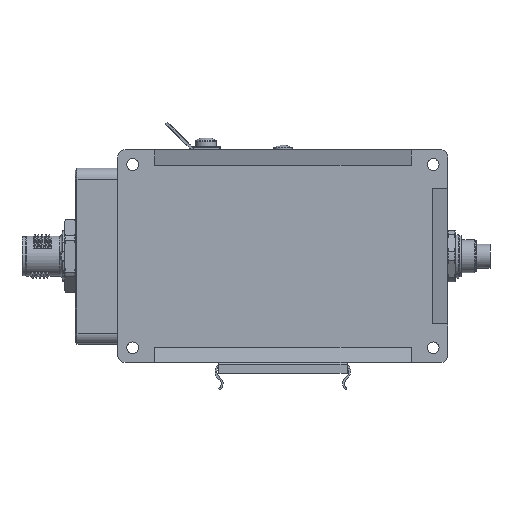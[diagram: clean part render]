
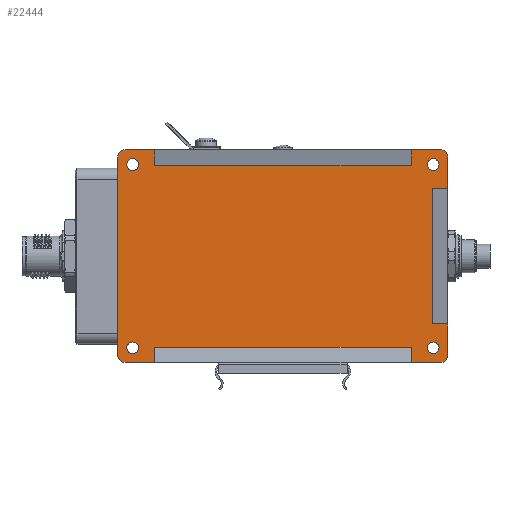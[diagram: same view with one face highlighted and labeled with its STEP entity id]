
A CAD part, front view. The second image highlights one B-rep face of the part: STEP entity #22444.
In plain terms, the highlighted planar face has unit normal (0, -1, 0).
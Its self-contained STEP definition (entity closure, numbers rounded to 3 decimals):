
#531=FACE_BOUND('',#3780,.T.);
#532=FACE_BOUND('',#3781,.T.);
#533=FACE_BOUND('',#3782,.T.);
#534=FACE_BOUND('',#3783,.T.);
#1203=CIRCLE('',#24020,1.6);
#1205=CIRCLE('',#24023,1.6);
#1207=CIRCLE('',#24026,1.6);
#1209=CIRCLE('',#24029,1.6);
#1212=CIRCLE('',#24033,2.);
#1219=CIRCLE('',#24042,2.);
#1221=CIRCLE('',#24045,2.);
#1223=CIRCLE('',#24048,2.);
#2485=FACE_OUTER_BOUND('',#3779,.T.);
#3779=EDGE_LOOP('',(#15660,#15661,#15662,#15663,#15664,#15665,#15666,#15667,
#15668,#15669,#15670,#15671,#15672,#15673,#15674,#15675,#15676,#15677,#15678,
#15679,#15680,#15681,#15682,#15683));
#3780=EDGE_LOOP('',(#15684));
#3781=EDGE_LOOP('',(#15685));
#3782=EDGE_LOOP('',(#15686));
#3783=EDGE_LOOP('',(#15687));
#5224=LINE('',#33054,#7227);
#5312=LINE('',#34458,#7315);
#5330=LINE('',#34539,#7333);
#5332=LINE('',#34543,#7335);
#5333=LINE('',#34545,#7336);
#5339=LINE('',#34559,#7342);
#5341=LINE('',#34562,#7344);
#5342=LINE('',#34564,#7345);
#5343=LINE('',#34567,#7346);
#5344=LINE('',#34569,#7347);
#5345=LINE('',#34570,#7348);
#5346=LINE('',#34571,#7349);
#5347=LINE('',#34572,#7350);
#5348=LINE('',#34574,#7351);
#5349=LINE('',#34576,#7352);
#5350=LINE('',#34577,#7353);
#5351=LINE('',#34579,#7354);
#5352=LINE('',#34581,#7355);
#5353=LINE('',#34582,#7356);
#5354=LINE('',#34583,#7357);
#7227=VECTOR('',#26477,10.);
#7315=VECTOR('',#26717,10.);
#7333=VECTOR('',#26799,10.);
#7335=VECTOR('',#26803,10.);
#7336=VECTOR('',#26806,10.);
#7342=VECTOR('',#26816,10.);
#7344=VECTOR('',#26820,10.);
#7345=VECTOR('',#26823,10.);
#7346=VECTOR('',#26826,10.);
#7347=VECTOR('',#26827,10.);
#7348=VECTOR('',#26828,10.);
#7349=VECTOR('',#26829,10.);
#7350=VECTOR('',#26830,10.);
#7351=VECTOR('',#26831,10.);
#7352=VECTOR('',#26832,10.);
#7353=VECTOR('',#26833,10.);
#7354=VECTOR('',#26834,10.);
#7355=VECTOR('',#26835,10.);
#7356=VECTOR('',#26836,10.);
#7357=VECTOR('',#26837,10.);
#9249=VERTEX_POINT('',#33051);
#9250=VERTEX_POINT('',#33053);
#9410=VERTEX_POINT('',#34455);
#9411=VERTEX_POINT('',#34457);
#9413=VERTEX_POINT('',#34463);
#9415=VERTEX_POINT('',#34469);
#9417=VERTEX_POINT('',#34475);
#9419=VERTEX_POINT('',#34481);
#9422=VERTEX_POINT('',#34489);
#9430=VERTEX_POINT('',#34507);
#9431=VERTEX_POINT('',#34509);
#9433=VERTEX_POINT('',#34515);
#9436=VERTEX_POINT('',#34522);
#9437=VERTEX_POINT('',#34524);
#9440=VERTEX_POINT('',#34531);
#9441=VERTEX_POINT('',#34533);
#9442=VERTEX_POINT('',#34537);
#9443=VERTEX_POINT('',#34541);
#9444=VERTEX_POINT('',#34547);
#9447=VERTEX_POINT('',#34552);
#9448=VERTEX_POINT('',#34556);
#9449=VERTEX_POINT('',#34558);
#9450=VERTEX_POINT('',#34566);
#9451=VERTEX_POINT('',#34568);
#9452=VERTEX_POINT('',#34573);
#9453=VERTEX_POINT('',#34575);
#9454=VERTEX_POINT('',#34578);
#9455=VERTEX_POINT('',#34580);
#11568=EDGE_CURVE('',#9249,#9250,#5224,.T.);
#11779=EDGE_CURVE('',#9410,#9411,#5312,.T.);
#11782=EDGE_CURVE('',#9413,#9413,#1203,.T.);
#11785=EDGE_CURVE('',#9415,#9415,#1205,.T.);
#11788=EDGE_CURVE('',#9417,#9417,#1207,.T.);
#11791=EDGE_CURVE('',#9419,#9419,#1209,.T.);
#11796=EDGE_CURVE('',#9422,#9249,#1212,.T.);
#11804=EDGE_CURVE('',#9430,#9431,#1219,.T.);
#11807=EDGE_CURVE('',#9411,#9433,#1221,.T.);
#11811=EDGE_CURVE('',#9436,#9437,#1223,.T.);
#11818=EDGE_CURVE('',#9440,#9442,#5330,.T.);
#11820=EDGE_CURVE('',#9442,#9443,#5332,.T.);
#11821=EDGE_CURVE('',#9443,#9441,#5333,.T.);
#11827=EDGE_CURVE('',#9449,#9448,#5339,.T.);
#11829=EDGE_CURVE('',#9448,#9444,#5341,.T.);
#11830=EDGE_CURVE('',#9447,#9449,#5342,.T.);
#11831=EDGE_CURVE('',#9410,#9450,#5343,.T.);
#11832=EDGE_CURVE('',#9450,#9451,#5344,.T.);
#11833=EDGE_CURVE('',#9451,#9250,#5345,.T.);
#11834=EDGE_CURVE('',#9440,#9422,#5346,.T.);
#11835=EDGE_CURVE('',#9431,#9441,#5347,.T.);
#11836=EDGE_CURVE('',#9430,#9452,#5348,.T.);
#11837=EDGE_CURVE('',#9453,#9452,#5349,.T.);
#11838=EDGE_CURVE('',#9447,#9453,#5350,.T.);
#11839=EDGE_CURVE('',#9444,#9454,#5351,.T.);
#11840=EDGE_CURVE('',#9455,#9454,#5352,.T.);
#11841=EDGE_CURVE('',#9437,#9455,#5353,.T.);
#11842=EDGE_CURVE('',#9433,#9436,#5354,.T.);
#15660=ORIENTED_EDGE('',*,*,#11831,.T.);
#15661=ORIENTED_EDGE('',*,*,#11832,.T.);
#15662=ORIENTED_EDGE('',*,*,#11833,.T.);
#15663=ORIENTED_EDGE('',*,*,#11568,.F.);
#15664=ORIENTED_EDGE('',*,*,#11796,.F.);
#15665=ORIENTED_EDGE('',*,*,#11834,.F.);
#15666=ORIENTED_EDGE('',*,*,#11818,.T.);
#15667=ORIENTED_EDGE('',*,*,#11820,.T.);
#15668=ORIENTED_EDGE('',*,*,#11821,.T.);
#15669=ORIENTED_EDGE('',*,*,#11835,.F.);
#15670=ORIENTED_EDGE('',*,*,#11804,.F.);
#15671=ORIENTED_EDGE('',*,*,#11836,.T.);
#15672=ORIENTED_EDGE('',*,*,#11837,.F.);
#15673=ORIENTED_EDGE('',*,*,#11838,.F.);
#15674=ORIENTED_EDGE('',*,*,#11830,.T.);
#15675=ORIENTED_EDGE('',*,*,#11827,.T.);
#15676=ORIENTED_EDGE('',*,*,#11829,.T.);
#15677=ORIENTED_EDGE('',*,*,#11839,.T.);
#15678=ORIENTED_EDGE('',*,*,#11840,.F.);
#15679=ORIENTED_EDGE('',*,*,#11841,.F.);
#15680=ORIENTED_EDGE('',*,*,#11811,.F.);
#15681=ORIENTED_EDGE('',*,*,#11842,.F.);
#15682=ORIENTED_EDGE('',*,*,#11807,.F.);
#15683=ORIENTED_EDGE('',*,*,#11779,.F.);
#15684=ORIENTED_EDGE('',*,*,#11782,.T.);
#15685=ORIENTED_EDGE('',*,*,#11785,.T.);
#15686=ORIENTED_EDGE('',*,*,#11788,.T.);
#15687=ORIENTED_EDGE('',*,*,#11791,.T.);
#21712=PLANE('',#24057);
#22444=ADVANCED_FACE('',(#2485,#531,#532,#533,#534),#21712,.F.);
#24020=AXIS2_PLACEMENT_3D('',#34464,#26722,#26723);
#24023=AXIS2_PLACEMENT_3D('',#34470,#26729,#26730);
#24026=AXIS2_PLACEMENT_3D('',#34476,#26736,#26737);
#24029=AXIS2_PLACEMENT_3D('',#34482,#26743,#26744);
#24033=AXIS2_PLACEMENT_3D('',#34491,#26753,#26754);
#24042=AXIS2_PLACEMENT_3D('',#34510,#26772,#26773);
#24045=AXIS2_PLACEMENT_3D('',#34516,#26779,#26780);
#24048=AXIS2_PLACEMENT_3D('',#34525,#26787,#26788);
#24057=AXIS2_PLACEMENT_3D('',#34565,#26824,#26825);
#26477=DIRECTION('',(0.,0.,-1.));
#26717=DIRECTION('',(0.,0.,-1.));
#26722=DIRECTION('center_axis',(0.,1.,0.));
#26723=DIRECTION('ref_axis',(1.,0.,0.));
#26729=DIRECTION('center_axis',(0.,1.,0.));
#26730=DIRECTION('ref_axis',(1.,0.,0.));
#26736=DIRECTION('center_axis',(0.,1.,0.));
#26737=DIRECTION('ref_axis',(1.,0.,0.));
#26743=DIRECTION('center_axis',(0.,1.,0.));
#26744=DIRECTION('ref_axis',(1.,0.,0.));
#26753=DIRECTION('center_axis',(0.,1.,0.));
#26754=DIRECTION('ref_axis',(0.707,0.,0.707));
#26772=DIRECTION('center_axis',(0.,1.,0.));
#26773=DIRECTION('ref_axis',(-0.707,0.,0.707));
#26779=DIRECTION('center_axis',(0.,1.,0.));
#26780=DIRECTION('ref_axis',(0.707,0.,-0.707));
#26787=DIRECTION('center_axis',(0.,1.,0.));
#26788=DIRECTION('ref_axis',(-0.707,0.,-0.707));
#26799=DIRECTION('',(0.,0.,-1.));
#26803=DIRECTION('',(-1.,0.,0.));
#26806=DIRECTION('',(0.,0.,1.));
#26816=DIRECTION('',(0.,0.,-1.));
#26820=DIRECTION('',(-1.,0.,0.));
#26823=DIRECTION('',(1.,0.,0.));
#26824=DIRECTION('center_axis',(0.,1.,0.));
#26825=DIRECTION('ref_axis',(1.,0.,0.));
#26826=DIRECTION('',(-1.,0.,0.));
#26827=DIRECTION('',(0.,0.,1.));
#26828=DIRECTION('',(1.,0.,0.));
#26829=DIRECTION('',(1.,0.,0.));
#26830=DIRECTION('',(1.,0.,0.));
#26831=DIRECTION('',(-1.,0.,0.));
#26832=DIRECTION('',(0.,0.,1.));
#26833=DIRECTION('',(-1.,0.,0.));
#26834=DIRECTION('',(-1.,0.,0.));
#26835=DIRECTION('',(0.,0.,1.));
#26836=DIRECTION('',(-1.,0.,0.));
#26837=DIRECTION('',(-1.,0.,0.));
#33051=CARTESIAN_POINT('',(58.,0.,-2.));
#33053=CARTESIAN_POINT('',(58.,0.,-10.));
#33054=CARTESIAN_POINT('',(58.,0.,0.));
#34455=CARTESIAN_POINT('',(58.,0.,-80.));
#34457=CARTESIAN_POINT('',(58.,0.,-88.));
#34458=CARTESIAN_POINT('',(58.,0.,0.));
#34463=CARTESIAN_POINT('',(2.4,0.,-86.));
#34464=CARTESIAN_POINT('Origin',(4.,0.,-86.));
#34469=CARTESIAN_POINT('',(2.4,0.,-4.));
#34470=CARTESIAN_POINT('Origin',(4.,0.,-4.));
#34475=CARTESIAN_POINT('',(52.4,0.,-86.));
#34476=CARTESIAN_POINT('Origin',(54.,0.,-86.));
#34481=CARTESIAN_POINT('',(52.4,0.,-4.));
#34482=CARTESIAN_POINT('Origin',(54.,0.,-4.));
#34489=CARTESIAN_POINT('',(56.,0.,0.));
#34491=CARTESIAN_POINT('Origin',(56.,0.,-2.));
#34507=CARTESIAN_POINT('',(0.,0.,-2.));
#34509=CARTESIAN_POINT('',(2.,0.,0.));
#34510=CARTESIAN_POINT('Origin',(2.,0.,-2.));
#34515=CARTESIAN_POINT('',(56.,0.,-90.));
#34516=CARTESIAN_POINT('Origin',(56.,0.,-88.));
#34522=CARTESIAN_POINT('',(2.,0.,-90.));
#34524=CARTESIAN_POINT('',(0.,0.,-88.));
#34525=CARTESIAN_POINT('Origin',(2.,0.,-88.));
#34531=CARTESIAN_POINT('',(47.5,0.,0.));
#34533=CARTESIAN_POINT('',(10.5,0.,0.));
#34537=CARTESIAN_POINT('',(47.5,0.,-4.2));
#34539=CARTESIAN_POINT('',(47.5,0.,-22.5));
#34541=CARTESIAN_POINT('',(10.5,0.,-4.2));
#34543=CARTESIAN_POINT('',(38.25,0.,-4.2));
#34545=CARTESIAN_POINT('',(10.5,0.,-24.6));
#34547=CARTESIAN_POINT('',(0.,0.,-80.));
#34552=CARTESIAN_POINT('',(0.,0.,-10.));
#34556=CARTESIAN_POINT('',(4.2,0.,-80.));
#34558=CARTESIAN_POINT('',(4.2,0.,-10.));
#34559=CARTESIAN_POINT('',(4.2,0.,-27.5));
#34562=CARTESIAN_POINT('',(16.6,0.,-80.));
#34564=CARTESIAN_POINT('',(14.5,0.,-10.));
#34565=CARTESIAN_POINT('Origin',(29.,0.,-45.));
#34566=CARTESIAN_POINT('',(53.8,0.,-80.));
#34567=CARTESIAN_POINT('',(43.5,0.,-80.));
#34568=CARTESIAN_POINT('',(53.8,0.,-10.));
#34569=CARTESIAN_POINT('',(53.8,0.,-62.5));
#34570=CARTESIAN_POINT('',(41.4,0.,-10.));
#34571=CARTESIAN_POINT('',(0.,0.,0.));
#34572=CARTESIAN_POINT('',(0.,0.,0.));
#34573=CARTESIAN_POINT('',(-0.01,0.,-2.));
#34574=CARTESIAN_POINT('',(0.,0.,-2.));
#34575=CARTESIAN_POINT('',(-0.01,0.,-10.));
#34576=CARTESIAN_POINT('',(-0.01,0.,-10.));
#34577=CARTESIAN_POINT('',(0.,0.,-10.));
#34578=CARTESIAN_POINT('',(-0.01,0.,-80.));
#34579=CARTESIAN_POINT('',(0.,0.,-80.));
#34580=CARTESIAN_POINT('',(-0.01,0.,-88.));
#34581=CARTESIAN_POINT('',(-0.01,0.,-88.));
#34582=CARTESIAN_POINT('',(0.,0.,-88.));
#34583=CARTESIAN_POINT('',(58.,0.,-90.));
